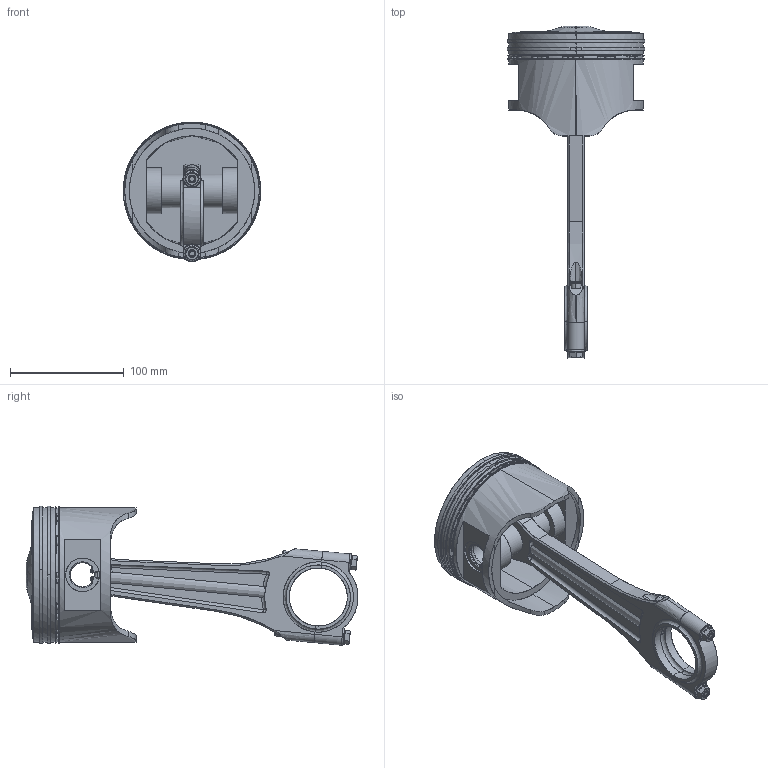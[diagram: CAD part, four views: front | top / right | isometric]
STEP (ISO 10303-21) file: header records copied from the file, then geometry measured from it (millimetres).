
FILE_DESCRIPTION(('FreeCAD Model'),'2;1');
FILE_NAME('Open CASCADE Shape Model','2025-04-17T11:27:39',('FreeCAD'),( 'FreeCAD'),'Open CASCADE STEP processor 7.6','FreeCAD','Unknown');
FILE_SCHEMA(('AUTOMOTIVE_DESIGN { 1 0 10303 214 1 1 1 1 }'));
Products named in the file (1): Open CASCADE STEP translator 7.6 1
Bounding box: 120.76 x 291.6 x 122.78 mm (x, y, z)
Surface area: 170653.2 mm2 (no closed solid volume)
Topology: 0 solids, 1113 shells, 1113 faces, 15900 edges, 15886 vertices
Faces by surface type: bspline 1113
Entity records: 146080 total; most frequent: CARTESIAN_POINT 78364, ORIENTED_EDGE 15888, EDGE_CURVE 15888, VERTEX_POINT 15888, B_SPLINE_CURVE_WITH_KNOTS 14008, FACE_BOUND 1195, EDGE_LOOP 1195, SHELL_BASED_SURFACE_MODEL 1113
